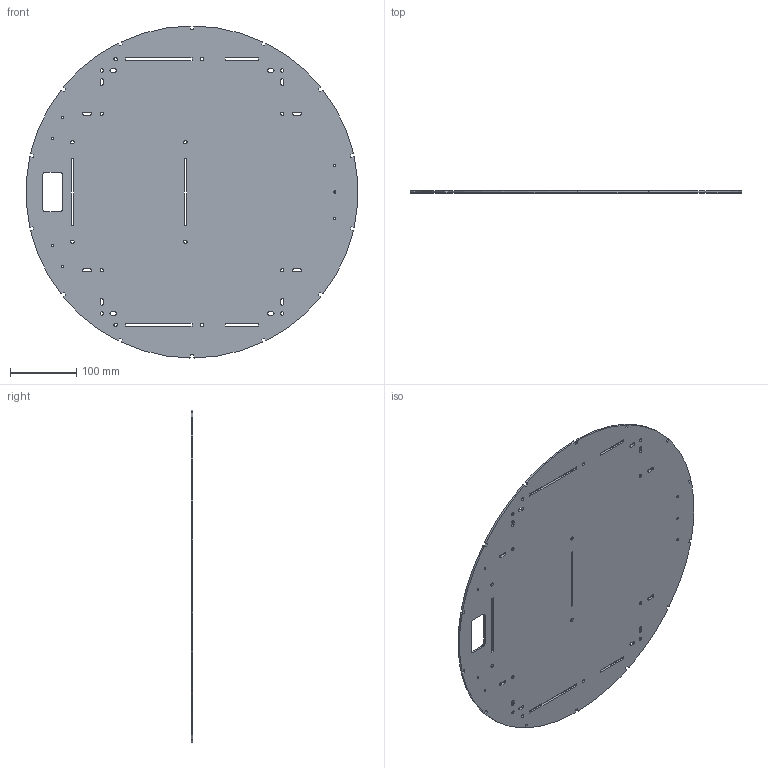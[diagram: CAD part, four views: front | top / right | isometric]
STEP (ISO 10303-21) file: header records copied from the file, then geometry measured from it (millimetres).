
FILE_DESCRIPTION (( 'STEP AP203' ), '1' );
FILE_NAME ('013_Base_TOP_SR_v02.STEP', '2022-01-03T16:56:56', ( '' ), ( '' ), 'SwSTEP 2.0', 'SolidWorks 2018', '' );
FILE_SCHEMA (( 'CONFIG_CONTROL_DESIGN' ));
Length unit declared in the file: millimetre
Products named in the file (1): 013_Base_TOP_SR_v02
Bounding box: 498.77 x 3 x 499.95 mm (x, y, z)
Volume: 573681.8 mm3; surface area: 393175 mm2
Topology: 1 solids, 1 shells, 258 faces, 768 edges, 512 vertices
Faces by surface type: cylinder 162, plane 96
Entity records: 9041 total; most frequent: DIRECTION 1610, CARTESIAN_POINT 1539, ORIENTED_EDGE 1536, EDGE_CURVE 768, AXIS2_PLACEMENT_3D 583, VERTEX_POINT 512, LINE 444, VECTOR 444
